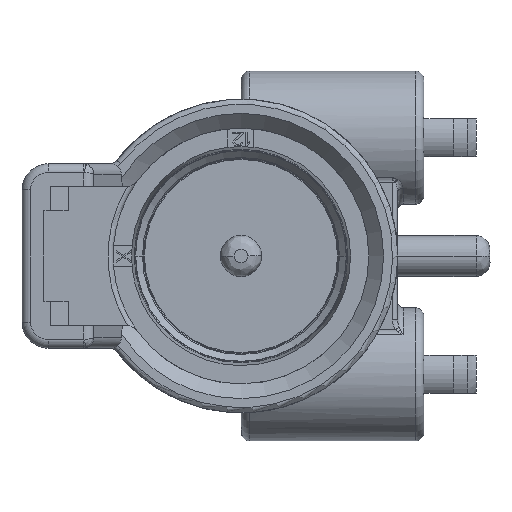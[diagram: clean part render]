
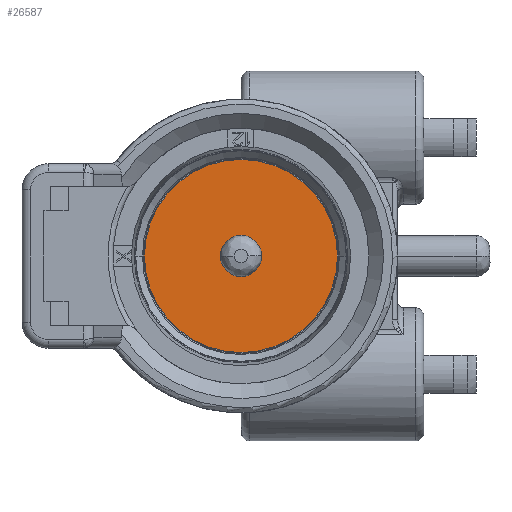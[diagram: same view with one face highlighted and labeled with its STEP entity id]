
A CAD part, left-side view. The second image highlights one B-rep face of the part: STEP entity #26587.
In plain terms, the highlighted planar face has unit normal (-1, 0, 0).
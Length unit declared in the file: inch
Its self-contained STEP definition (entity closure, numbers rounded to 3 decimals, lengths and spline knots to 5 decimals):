
#9308=CARTESIAN_POINT('',(0.80709,0.,0.));
#9309=DIRECTION('',(1.,0.,0.));
#9310=DIRECTION('',(0.,1.,0.));
#9311=AXIS2_PLACEMENT_3D('',#9308,#9309,#9310);
#9313=CARTESIAN_POINT('',(0.80709,0.,0.));
#9314=DIRECTION('',(1.,0.,0.));
#9315=DIRECTION('',(0.,-1.,0.));
#9316=AXIS2_PLACEMENT_3D('',#9313,#9314,#9315);
#9318=CARTESIAN_POINT('',(0.80709,0.,0.));
#9319=DIRECTION('',(1.,0.,0.));
#9320=DIRECTION('',(0.,-1.,0.));
#9321=AXIS2_PLACEMENT_3D('',#9318,#9319,#9320);
#9327=CARTESIAN_POINT('',(0.80709,0.,0.));
#9328=DIRECTION('',(1.,0.,0.));
#9329=DIRECTION('',(0.,1.,0.));
#9330=AXIS2_PLACEMENT_3D('',#9327,#9328,#9329);
#11304=CARTESIAN_POINT('',(0.80709,0.2185,0.));
#11305=VERTEX_POINT('',#11304);
#11306=CARTESIAN_POINT('',(0.80709,-0.2185,0.));
#11307=VERTEX_POINT('',#11306);
#11348=CARTESIAN_POINT('',(0.80709,-0.04685,0.));
#11349=CARTESIAN_POINT('',(0.80709,0.04685,
0.));
#11350=VERTEX_POINT('',#11348);
#11351=VERTEX_POINT('',#11349);
#26571=CARTESIAN_POINT('',(0.80709,0.,0.));
#26572=DIRECTION('',(1.,0.,0.));
#26573=DIRECTION('',(0.,-1.,0.));
#26574=AXIS2_PLACEMENT_3D('',#26571,#26572,#26573);
#26575=PLANE('',#26574);
#26576=ORIENTED_EDGE('',*,*,#26560,.T.);
#26578=ORIENTED_EDGE('',*,*,#26577,.T.);
#26579=EDGE_LOOP('',(#26576,#26578));
#26580=FACE_OUTER_BOUND('',#26579,.F.);
#26582=ORIENTED_EDGE('',*,*,#26581,.F.);
#26584=ORIENTED_EDGE('',*,*,#26583,.F.);
#26585=EDGE_LOOP('',(#26582,#26584));
#26586=FACE_BOUND('',#26585,.F.);
#26587=ADVANCED_FACE('',(#26580,#26586),#26575,.F.);
#9312=CIRCLE('',#9311,0.2185);
#9317=CIRCLE('',#9316,0.2185);
#9322=CIRCLE('',#9321,0.04685);
#9331=CIRCLE('',#9330,0.04685);
#26560=EDGE_CURVE('',#11305,#11307,#9312,.T.);
#26577=EDGE_CURVE('',#11307,#11305,#9317,.T.);
#26581=EDGE_CURVE('',#11350,#11351,#9322,.T.);
#26583=EDGE_CURVE('',#11351,#11350,#9331,.T.);
